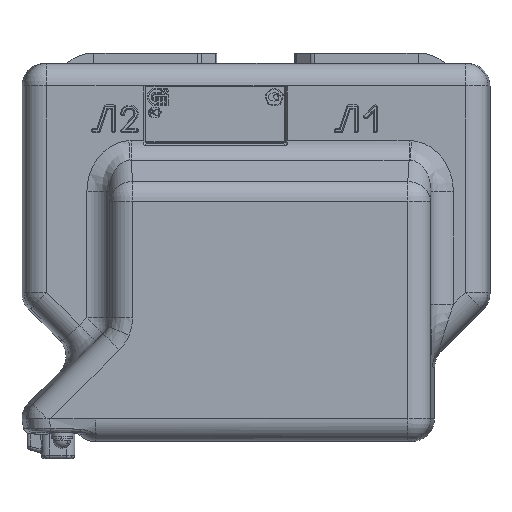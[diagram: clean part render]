
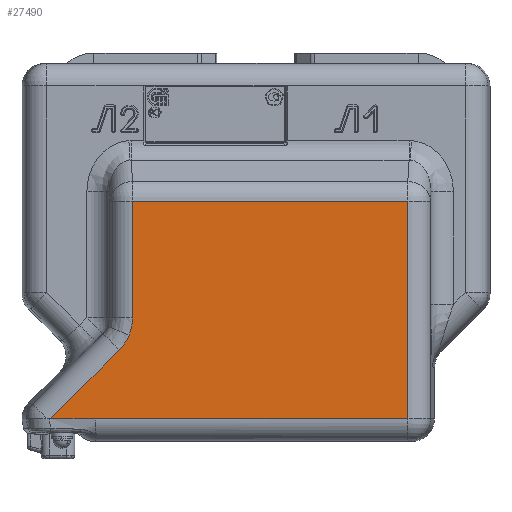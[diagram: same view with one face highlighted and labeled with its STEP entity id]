
A CAD part, top view. The second image highlights one B-rep face of the part: STEP entity #27490.
In plain terms, the highlighted planar face has unit normal (0, 0, 1).
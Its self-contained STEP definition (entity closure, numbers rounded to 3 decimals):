
#1692 = ORIENTED_EDGE ( 'NONE', *, *, #5351, .F. ) ;
#1693 = ORIENTED_EDGE ( 'NONE', *, *, #5418, .T. ) ;
#1694 = ORIENTED_EDGE ( 'NONE', *, *, #5415, .T. ) ;
#1695 = ORIENTED_EDGE ( 'NONE', *, *, #5420, .T. ) ;
#1696 = ORIENTED_EDGE ( 'NONE', *, *, #5419, .T. ) ;
#1697 = ORIENTED_EDGE ( 'NONE', *, *, #5421, .T. ) ;
#1698 = ORIENTED_EDGE ( 'NONE', *, *, #5422, .T. ) ;
#1699 = ORIENTED_EDGE ( 'NONE', *, *, #5411, .F. ) ;
#3344 = CARTESIAN_POINT ( 'NONE',  ( -78.852, 52.705, 82.5 ) ) ;
#3345 = CARTESIAN_POINT ( 'NONE',  ( -73.219, 61.134, 82.5 ) ) ;
#4542 = EDGE_LOOP ( 'NONE', ( #1692, #1693, #1694, #1695, #1696, #1697, #1698, #1699 ) ) ;
#5351 = EDGE_CURVE ( 'NONE', #35012, #35013, #25108, .T. ) ;
#5411 = EDGE_CURVE ( 'NONE', #35013, #5992, #25109, .T. ) ;
#5415 = EDGE_CURVE ( 'NONE', #5993, #5994, #14121, .T. ) ;
#5418 = EDGE_CURVE ( 'NONE', #35012, #5993, #14126, .T. ) ;
#5419 = EDGE_CURVE ( 'NONE', #5995, #5996, #14128, .T. ) ;
#5420 = EDGE_CURVE ( 'NONE', #5994, #5995, #14130, .T. ) ;
#5421 = EDGE_CURVE ( 'NONE', #5996, #5997, #14132, .T. ) ;
#5422 = EDGE_CURVE ( 'NONE', #5997, #5992, #14134, .T. ) ;
#5992 = VERTEX_POINT ( 'NONE', #17663 ) ;
#5993 = VERTEX_POINT ( 'NONE', #17664 ) ;
#5994 = VERTEX_POINT ( 'NONE', #17665 ) ;
#5995 = VERTEX_POINT ( 'NONE', #17666 ) ;
#5996 = VERTEX_POINT ( 'NONE', #17667 ) ;
#5997 = VERTEX_POINT ( 'NONE', #17668 ) ;
#14120 = VECTOR ( 'NONE', #15258, 1000. ) ;
#14121 = LINE ( 'NONE', #15257, #14120 ) ;
#14123 = VECTOR ( 'NONE', #15267, 1000. ) ;
#14126 = LINE ( 'NONE', #15259, #14123 ) ;
#14128 = LINE ( 'NONE', #15268, #14129 ) ;
#14129 = VECTOR ( 'NONE', #15269, 1000. ) ;
#14130 = LINE ( 'NONE', #15270, #14131 ) ;
#14131 = VECTOR ( 'NONE', #15271, 1000. ) ;
#14132 = LINE ( 'NONE', #15272, #14133 ) ;
#14133 = VECTOR ( 'NONE', #15273, 1000. ) ;
#14134 = LINE ( 'NONE', #15274, #14135 ) ;
#14135 = VECTOR ( 'NONE', #15275, 1000. ) ;
#15091 = CARTESIAN_POINT ( 'NONE',  ( -78.852, 52.705, 82.5 ) ) ;
#15095 = CARTESIAN_POINT ( 'NONE',  ( -76.431, 55.125, 82.5 ) ) ;
#15096 = CARTESIAN_POINT ( 'NONE',  ( -74.529, 57.972, 82.5 ) ) ;
#15097 = CARTESIAN_POINT ( 'NONE',  ( -73.219, 61.134, 82.5 ) ) ;
#15242 = CARTESIAN_POINT ( 'NONE',  ( -73.219, 61.134, 82.5 ) ) ;
#15247 = CARTESIAN_POINT ( 'NONE',  ( -71.909, 64.297, 82.5 ) ) ;
#15248 = CARTESIAN_POINT ( 'NONE',  ( -71.241, 67.655, 82.5 ) ) ;
#15249 = CARTESIAN_POINT ( 'NONE',  ( -71.241, 71.078, 82.5 ) ) ;
#15257 = CARTESIAN_POINT ( 'NONE',  ( -85., 13., 82.5 ) ) ;
#15258 = DIRECTION ( 'NONE',  ( 1., 0., 0. ) ) ;
#15259 = CARTESIAN_POINT ( 'NONE',  ( -123.242, 8.314, 82.5 ) ) ;
#15267 = DIRECTION ( 'NONE',  ( -0.707, -0.707, 0. ) ) ;
#15268 = CARTESIAN_POINT ( 'NONE',  ( 87.565, 146., 82.5 ) ) ;
#15269 = DIRECTION ( 'NONE',  ( 0., 1., 0. ) ) ;
#15270 = CARTESIAN_POINT ( 'NONE',  ( -85., 13., 82.5 ) ) ;
#15271 = DIRECTION ( 'NONE',  ( 1., 0., 0. ) ) ;
#15272 = CARTESIAN_POINT ( 'NONE',  ( -83.795, 138.494, 82.5 ) ) ;
#15273 = DIRECTION ( 'NONE',  ( -1., 0., 0. ) ) ;
#15274 = CARTESIAN_POINT ( 'NONE',  ( -71.241, 65.515, 82.5 ) ) ;
#15275 = DIRECTION ( 'NONE',  ( 0., -1., 0. ) ) ;
#17663 = CARTESIAN_POINT ( 'NONE',  ( -71.241, 71.078, 82.5 ) ) ;
#17664 = CARTESIAN_POINT ( 'NONE',  ( -118.557, 13., 82.5 ) ) ;
#17665 = CARTESIAN_POINT ( 'NONE',  ( -92.615, 13., 82.5 ) ) ;
#17666 = CARTESIAN_POINT ( 'NONE',  ( 87.565, 13., 82.5 ) ) ;
#17667 = CARTESIAN_POINT ( 'NONE',  ( 87.565, 138.494, 82.5 ) ) ;
#17668 = CARTESIAN_POINT ( 'NONE',  ( -71.241, 138.494, 82.5 ) ) ;
#20415 = AXIS2_PLACEMENT_3D ( 'NONE', #26339, #26358, #26359 ) ;
#21555 = FACE_OUTER_BOUND ( 'NONE', #4542, .T. ) ;
#25108 =( BOUNDED_CURVE ( )  B_SPLINE_CURVE ( 3, ( #15091, #15095, #15096, #15097 ),
 .UNSPECIFIED., .F., .F. ) 
 B_SPLINE_CURVE_WITH_KNOTS ( ( 4, 4 ),
 ( 5.891, 6.283 ),
 .UNSPECIFIED. ) 
 CURVE ( )  GEOMETRIC_REPRESENTATION_ITEM ( )  RATIONAL_B_SPLINE_CURVE ( ( 1., 0.987, 0.987, 1. ) ) 
 REPRESENTATION_ITEM ( '' )  );
#25109 =( BOUNDED_CURVE ( )  B_SPLINE_CURVE ( 3, ( #15242, #15247, #15248, #15249 ),
 .UNSPECIFIED., .F., .F. ) 
 B_SPLINE_CURVE_WITH_KNOTS ( ( 4, 4 ),
 ( 0., 0.392 ),
 .UNSPECIFIED. ) 
 CURVE ( )  GEOMETRIC_REPRESENTATION_ITEM ( )  RATIONAL_B_SPLINE_CURVE ( ( 1., 0.987, 0.987, 1. ) ) 
 REPRESENTATION_ITEM ( '' )  );
#26336 = PLANE ( 'NONE',  #20415 ) ;
#26339 = CARTESIAN_POINT ( 'NONE',  ( -85., 0., 82.5 ) ) ;
#26358 = DIRECTION ( 'NONE',  ( 0., 0., 1. ) ) ;
#26359 = DIRECTION ( 'NONE',  ( 1., 0., 0. ) ) ;
#27490 = ADVANCED_FACE ( 'NONE', ( #21555 ), #26336, .T. ) ;
#35012 = VERTEX_POINT ( 'NONE', #3344 ) ;
#35013 = VERTEX_POINT ( 'NONE', #3345 ) ;
